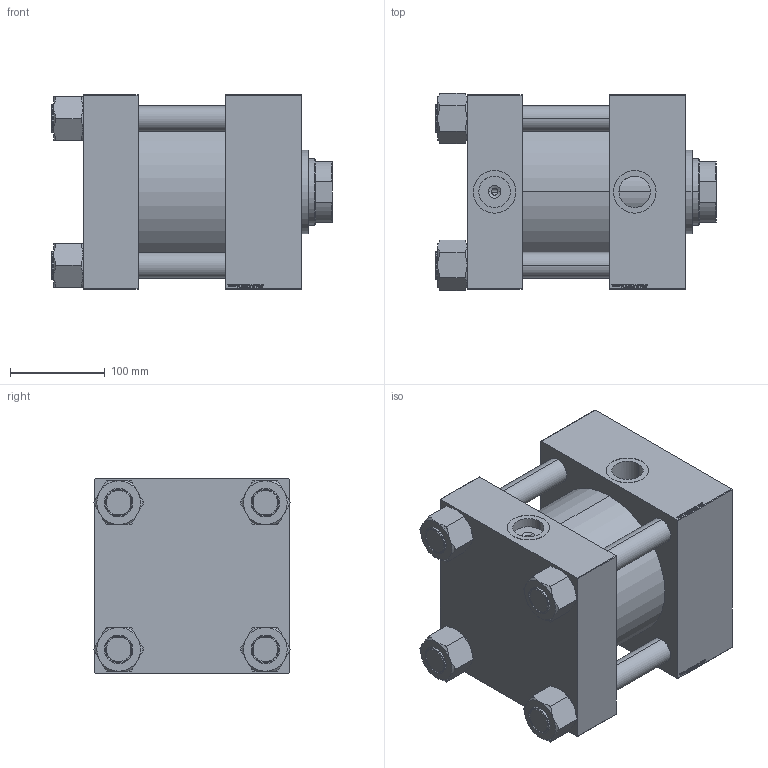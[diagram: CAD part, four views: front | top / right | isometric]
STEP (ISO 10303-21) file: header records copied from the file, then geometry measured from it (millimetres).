
FILE_DESCRIPTION (( 'STEP AP203' ), '1' );
FILE_NAME ('0ba9.STEP', '2022-04-16T23:28:35', ( '' ), ( '' ), 'SwSTEP 2.0', 'SolidWorks 2019', '' );
FILE_SCHEMA (( 'CONFIG_CONTROL_DESIGN' ));
Length unit declared in the file: millimetre
Products named in the file (6): V215CD_VCP_C 80385b0105032fdf2b3cbb05732fe1ed; V215CD_VC_C 80385b0105032fdf2b3cbb05732fe1ed; NUT_M5_V215CD_C 80385b0105032fdf2b3cbb05732fe1ed; V215CD_Body_C 80385b0105032fdf2b3cbb05732fe1ed; 0ba9; V215CD_C_TYCINKA 80385b0105032fdf2b3cbb05732fe1ed
Assembly tree (11 placements, depth 2):
  0ba9
    V215CD_Body_C 80385b0105032fdf2b3cbb05732fe1ed
    V215CD_VC_C 80385b0105032fdf2b3cbb05732fe1ed
    V215CD_VCP_C 80385b0105032fdf2b3cbb05732fe1ed
    V215CD_C_TYCINKA 80385b0105032fdf2b3cbb05732fe1ed  x4
    NUT_M5_V215CD_C 80385b0105032fdf2b3cbb05732fe1ed  x4
Bounding box: 296 x 208.14 x 205 mm (x, y, z)
Volume: 7446959.9 mm3; surface area: 694352.3 mm2
Topology: 11 solids, 11 shells, 1202 faces, 3046 edges, 1985 vertices
Faces by surface type: plane 576, bspline 392, cone 136, cylinder 90, torus 8
Entity records: 50922 total; most frequent: CARTESIAN_POINT 27298, ORIENTED_EDGE 5356, DIRECTION 3408, EDGE_CURVE 2678, VERTEX_POINT 1763, LINE 1618, VECTOR 1618, EDGE_LOOP 1177
